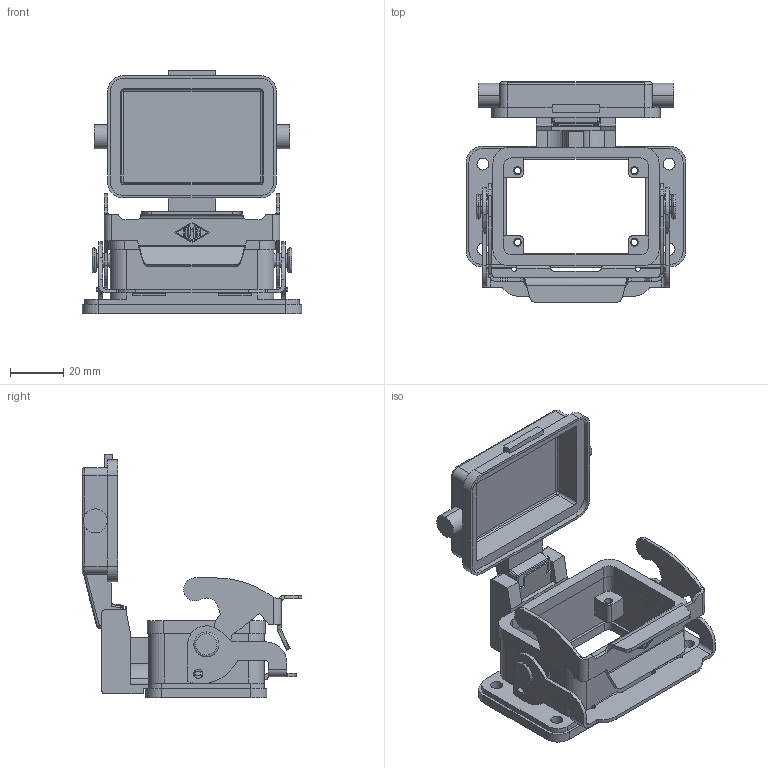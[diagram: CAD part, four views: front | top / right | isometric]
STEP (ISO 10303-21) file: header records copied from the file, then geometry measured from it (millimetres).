
FILE_DESCRIPTION((''),'2;1');
FILE_NAME('CVI 06 LP.stp','2006-12-19T09:39:17',('gembarski'),(''),'Autodesk Inventor 7','Autodesk Inventor 7','');
FILE_SCHEMA(('AUTOMOTIVE_DESIGN { 1 0 10303 214 1 1 1 1 }'));
Length unit declared in the file: millimetre
Products named in the file (1): CVI 06 LP
Bounding box: 82.5 x 82.73 x 91.5 mm (x, y, z)
Volume: 51257.5 mm3; surface area: 42881.2 mm2
Topology: 4 solids, 4 shells, 612 faces, 1667 edges, 1082 vertices
Faces by surface type: plane 240, cylinder 209, bspline 145, torus 10, sphere 4, cone 4
Entity records: 22254 total; most frequent: CARTESIAN_POINT 6800, ORIENTED_EDGE 3310, DIRECTION 3131, EDGE_CURVE 1655, VERTEX_POINT 1082, AXIS2_PLACEMENT_3D 1050, VECTOR 1031, LINE 1031
